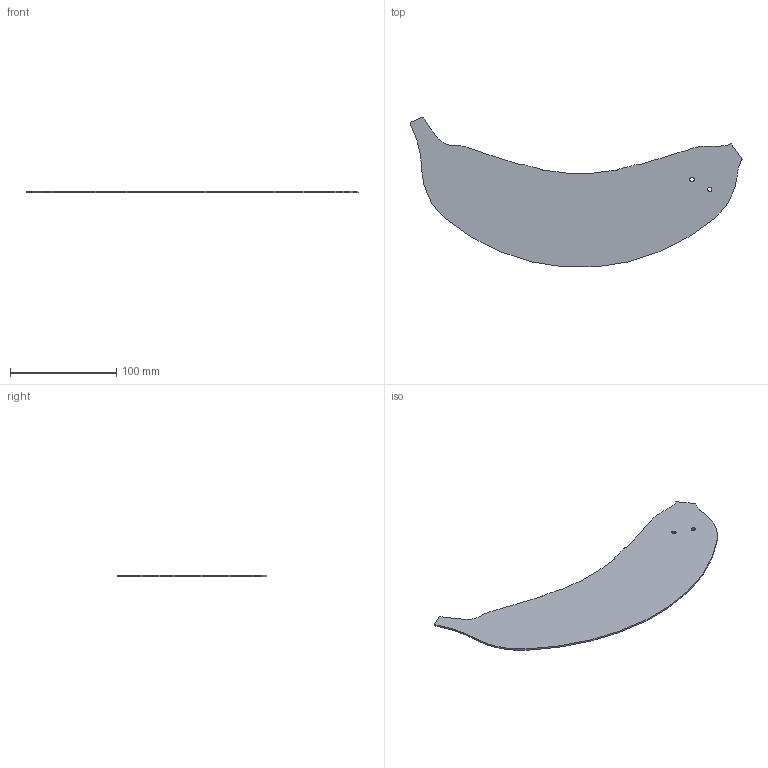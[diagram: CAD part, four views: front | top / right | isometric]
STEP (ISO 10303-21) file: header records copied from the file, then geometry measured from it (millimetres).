
FILE_DESCRIPTION(/* description */ ('STEP AP242','CAx-IF Rec.Pracs.---Representation and Presentation of Product Manufacturing Information (PMI)---4.0---2014-10-13','CAx-IF Rec.Pracs.---3D Tessellated Geometry---0.4---2014-09-14','2;1'),/* implementation_level */ '2;1');
FILE_NAME(/* name */ '68ae547d24e9267e0fe4f725',/* time_stamp */ '2025-08-27T00:42:38Z',/* author */ (''),/* organization */ (''),/* preprocessor_version */ 'ST-DEVELOPER v20',/* originating_system */ 'ONSHAPE BY PTC INC, 1.202',/* authorisation */ ' ');
FILE_SCHEMA (('AP242_MANAGED_MODEL_BASED_3D_ENGINEERING_MIM_LF { 1 0 10303 442 1 1 4 }'));
Length unit declared in the file: metre
Products named in the file (1): 20134-01
Bounding box: 312.53 x 141.04 x 1.5 mm (x, y, z)
Volume: 36895.9 mm3; surface area: 50401.7 mm2
Topology: 1 solids, 1 shells, 50 faces, 146 edges, 98 vertices
Faces by surface type: cylinder 33, plane 10, bspline 7
Full cylindrical faces by diameter (mm): 4.2 x2
Entity records: 1776 total; most frequent: CARTESIAN_POINT 436, ORIENTED_EDGE 284, DIRECTION 274, EDGE_CURVE 142, AXIS2_PLACEMENT_3D 110, VERTEX_POINT 96, CIRCLE 66, EDGE_LOOP 56
